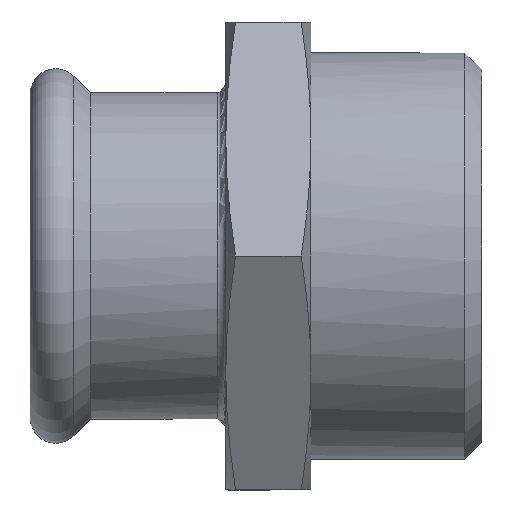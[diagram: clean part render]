
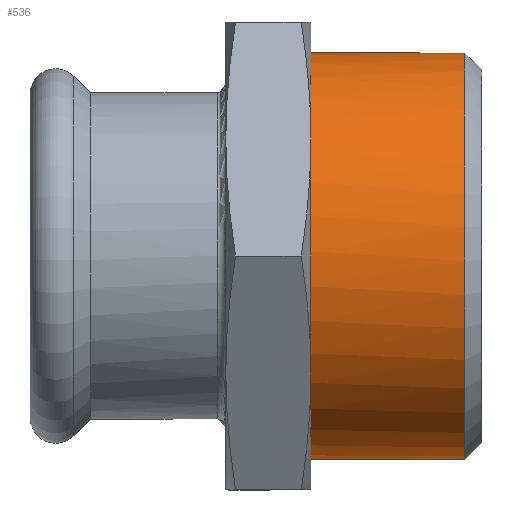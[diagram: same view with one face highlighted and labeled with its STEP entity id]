
A CAD part, front view. The second image highlights one B-rep face of the part: STEP entity #536.
In plain terms, the highlighted cylindrical face has radius 23.901 mm (diameter 47.803 mm), a full revolution.
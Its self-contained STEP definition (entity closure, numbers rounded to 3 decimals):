
#19=CYLINDRICAL_SURFACE('',#603,23.902);
#63=FACE_OUTER_BOUND('',#98,.T.);
#98=EDGE_LOOP('',(#397,#398,#399,#400,#401));
#131=CIRCLE('',#594,23.902);
#133=CIRCLE('',#604,23.902);
#134=CIRCLE('',#605,23.902);
#180=LINE('',#1018,#197);
#197=VECTOR('',#714,23.902);
#226=VERTEX_POINT('',#944);
#230=VERTEX_POINT('',#1014);
#231=VERTEX_POINT('',#1015);
#279=EDGE_CURVE('',#226,#226,#131,.T.);
#289=EDGE_CURVE('',#230,#231,#133,.T.);
#290=EDGE_CURVE('',#231,#230,#134,.T.);
#291=EDGE_CURVE('',#231,#226,#180,.T.);
#397=ORIENTED_EDGE('',*,*,#289,.F.);
#398=ORIENTED_EDGE('',*,*,#290,.F.);
#399=ORIENTED_EDGE('',*,*,#291,.T.);
#400=ORIENTED_EDGE('',*,*,#279,.T.);
#401=ORIENTED_EDGE('',*,*,#291,.F.);
#536=ADVANCED_FACE('',(#63),#19,.T.);
#594=AXIS2_PLACEMENT_3D('',#945,#688,#689);
#603=AXIS2_PLACEMENT_3D('',#1013,#708,#709);
#604=AXIS2_PLACEMENT_3D('',#1016,#710,#711);
#605=AXIS2_PLACEMENT_3D('',#1017,#712,#713);
#688=DIRECTION('center_axis',(1.,0.,0.));
#689=DIRECTION('ref_axis',(0.,-1.,0.));
#708=DIRECTION('center_axis',(1.,0.,0.));
#709=DIRECTION('ref_axis',(0.,-0.878,-0.479));
#710=DIRECTION('center_axis',(1.,0.,0.));
#711=DIRECTION('ref_axis',(0.,-1.,0.));
#712=DIRECTION('center_axis',(1.,0.,0.));
#713=DIRECTION('ref_axis',(0.,-1.,0.));
#714=DIRECTION('',(-1.,0.,0.));
#944=CARTESIAN_POINT('',(33.,20.976,11.459));
#945=CARTESIAN_POINT('Origin',(33.,0.,0.));
#1013=CARTESIAN_POINT('Origin',(38.05,0.,0.));
#1014=CARTESIAN_POINT('',(51.1,-23.465,-4.55));
#1015=CARTESIAN_POINT('',(51.1,20.976,11.459));
#1016=CARTESIAN_POINT('Origin',(51.1,0.,0.));
#1017=CARTESIAN_POINT('Origin',(51.1,0.,0.));
#1018=CARTESIAN_POINT('',(38.05,20.976,11.459));
